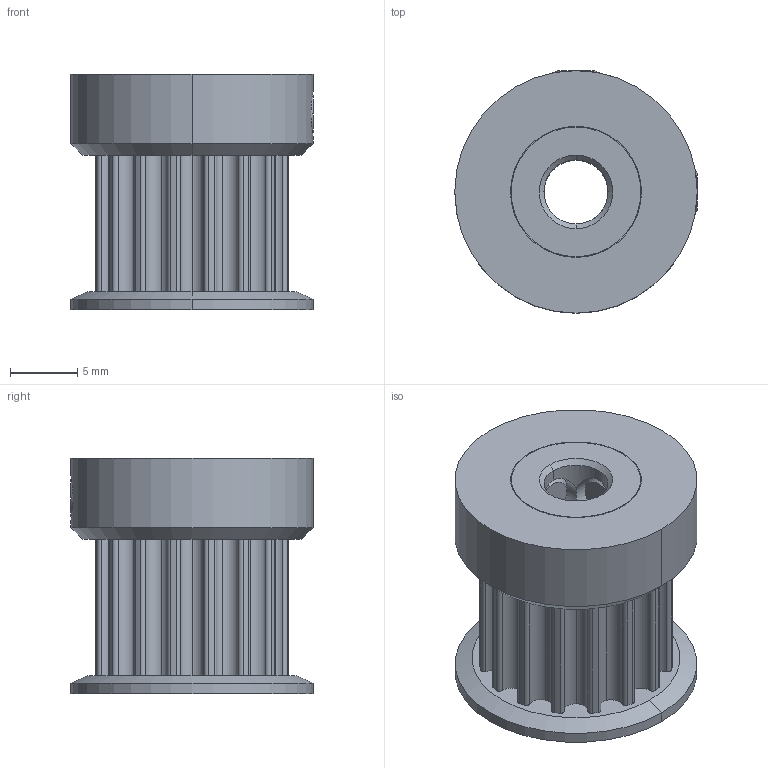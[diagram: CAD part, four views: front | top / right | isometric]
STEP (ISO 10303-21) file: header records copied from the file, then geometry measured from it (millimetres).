
FILE_DESCRIPTION((''),'2;1');
FILE_NAME('16-3M09-6CA2','2019-07-12T',('SYSTEM'),(''),'PRO/ENGINEER BY PARAMETRIC TECHNOLOGY CORPORATION, 2016360','PRO/ENGINEER BY PARAMETRIC TECHNOLOGY CORPORATION, 2016360','');
FILE_SCHEMA(('AUTOMOTIVE_DESIGN { 1 0 10303 214 1 1 1 1 }'));
Length unit declared in the file: inch
Products named in the file (1): 16-3M09-6CA2
Bounding box: 18.03 x 18.03 x 17.55 mm (x, y, z)
Volume: 2811.8 mm3; surface area: 2126.1 mm2
Topology: 1 solids, 1 shells, 143 faces, 389 edges, 256 vertices
Faces by surface type: cylinder 100, plane 25, cone 18
Entity records: 5205 total; most frequent: CARTESIAN_POINT 1216, DIRECTION 884, ORIENTED_EDGE 778, EDGE_CURVE 389, AXIS2_PLACEMENT_3D 363, VERTEX_POINT 256, CIRCLE 220, VECTOR 158
